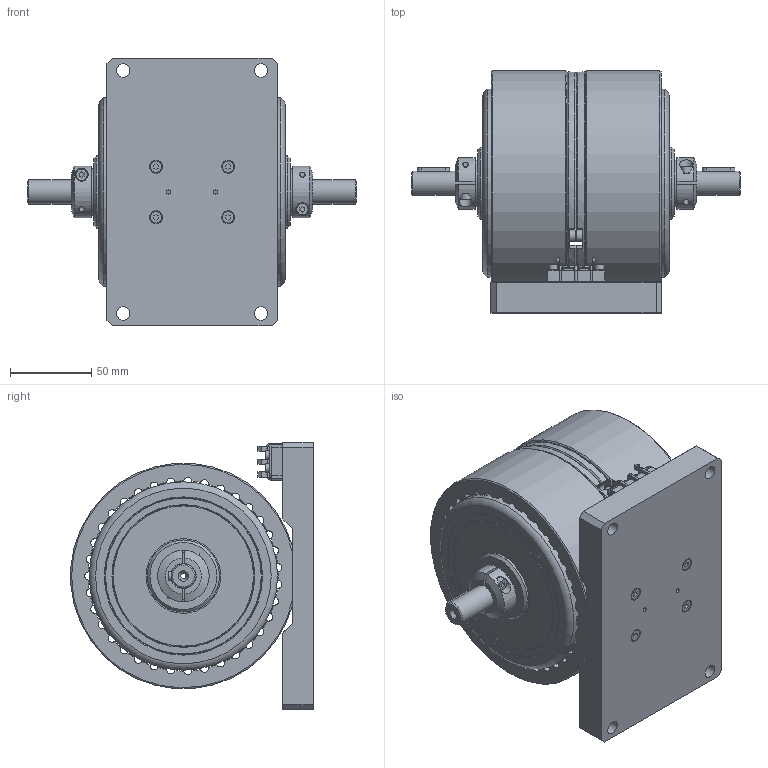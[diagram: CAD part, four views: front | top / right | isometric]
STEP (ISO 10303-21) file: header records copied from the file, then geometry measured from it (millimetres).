
FILE_DESCRIPTION (( 'STEP AP214' ), '1' );
FILE_NAME ('CHB-6_EF.STEP', '2016-11-15T13:23:21', ( 'magtrol' ), ( '' ), 'SwSTEP 2.0', 'SolidWorks 2016', '' );
FILE_SCHEMA (( 'AUTOMOTIVE_DESIGN' ));
Length unit declared in the file: inch
Products named in the file (1): CHB-6_EF
Bounding box: 202.84 x 149.38 x 165 mm (x, y, z)
Surface area: 167684.4 mm2 (no closed solid volume)
Topology: 0 solids, 42 shells, 534 faces, 2066 edges, 1572 vertices
Faces by surface type: plane 276, cylinder 170, cone 78, torus 10
Full cylindrical faces by diameter (mm): 2.5 x2, 3.175 x2, 3.3 x4, 5.512 x4, 7.01 x14, 7.239 x2, 8 x8, 8.3 x4, 14.991 x2, 28.702 x2, 44.45 x2, 46.037 x2, 137.668 x2
Entity records: 29312 total; most frequent: CARTESIAN_POINT 6193, DIRECTION 3206, ORIENTED_EDGE 2868, EDGE_CURVE 1972, VERTEX_POINT 1551, AXIS2_PLACEMENT_3D 1152, VECTOR 902, LINE 902
